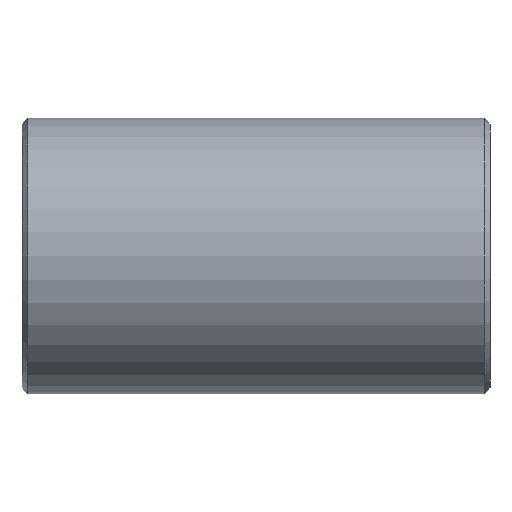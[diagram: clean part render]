
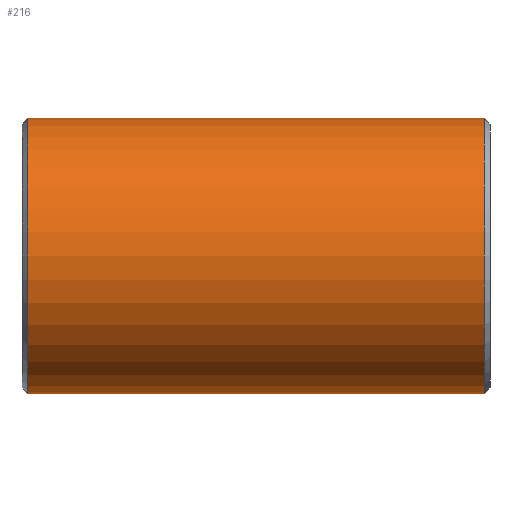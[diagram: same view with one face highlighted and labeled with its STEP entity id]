
A CAD part, front view. The second image highlights one B-rep face of the part: STEP entity #216.
In plain terms, the highlighted cylindrical face has radius 84.138 mm (diameter 168.275 mm), a partial arc.
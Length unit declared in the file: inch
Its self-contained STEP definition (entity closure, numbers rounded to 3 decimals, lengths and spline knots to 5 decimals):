
#49 = VECTOR ( 'NONE', #419, 39.37008 ) ;
#61 = LINE ( 'NONE', #238, #495 ) ;
#110 = CARTESIAN_POINT ( 'NONE',  ( -5.476, 0., 0. ) ) ;
#155 = VERTEX_POINT ( 'NONE', #725 ) ;
#216 = ADVANCED_FACE ( 'NONE', ( #553 ), #809, .T. ) ;
#235 = AXIS2_PLACEMENT_3D ( 'NONE', #417, #409, #241 ) ;
#238 = CARTESIAN_POINT ( 'NONE',  ( 5.62, 0., -3.3125 ) ) ;
#241 = DIRECTION ( 'NONE',  ( 0., 0., -1. ) ) ;
#244 = CARTESIAN_POINT ( 'NONE',  ( 5.62, 0., 0. ) ) ;
#265 = CARTESIAN_POINT ( 'NONE',  ( 5.476, 0., 3.3125 ) ) ;
#294 = ORIENTED_EDGE ( 'NONE', *, *, #575, .T. ) ;
#296 = DIRECTION ( 'NONE',  ( 0., 0., 1. ) ) ;
#308 = DIRECTION ( 'NONE',  ( -1., 0., 0. ) ) ;
#409 = DIRECTION ( 'NONE',  ( -1., 0., 0. ) ) ;
#413 = AXIS2_PLACEMENT_3D ( 'NONE', #244, #682, #619 ) ;
#417 = CARTESIAN_POINT ( 'NONE',  ( 5.476, 0., 0. ) ) ;
#419 = DIRECTION ( 'NONE',  ( -1., 0., 0. ) ) ;
#425 = ORIENTED_EDGE ( 'NONE', *, *, #676, .F. ) ;
#495 = VECTOR ( 'NONE', #308, 39.37008 ) ;
#507 = AXIS2_PLACEMENT_3D ( 'NONE', #110, #681, #296 ) ;
#529 = EDGE_CURVE ( 'NONE', #569, #763, #675, .T. ) ;
#533 = CIRCLE ( 'NONE', #235, 3.3125 ) ;
#542 = EDGE_LOOP ( 'NONE', ( #425, #810, #678, #294 ) ) ;
#548 = CARTESIAN_POINT ( 'NONE',  ( -5.476, 0., -3.3125 ) ) ;
#553 = FACE_OUTER_BOUND ( 'NONE', #542, .T. ) ;
#569 = VERTEX_POINT ( 'NONE', #265 ) ;
#575 = EDGE_CURVE ( 'NONE', #763, #620, #637, .T. ) ;
#619 = DIRECTION ( 'NONE',  ( 0., 0., 1. ) ) ;
#620 = VERTEX_POINT ( 'NONE', #548 ) ;
#637 = CIRCLE ( 'NONE', #507, 3.3125 ) ;
#675 = LINE ( 'NONE', #747, #49 ) ;
#676 = EDGE_CURVE ( 'NONE', #155, #620, #61, .T. ) ;
#678 = ORIENTED_EDGE ( 'NONE', *, *, #529, .T. ) ;
#681 = DIRECTION ( 'NONE',  ( 1., 0., 0. ) ) ;
#682 = DIRECTION ( 'NONE',  ( -1., 0., 0. ) ) ;
#725 = CARTESIAN_POINT ( 'NONE',  ( 5.476, 0., -3.3125 ) ) ;
#742 = EDGE_CURVE ( 'NONE', #155, #569, #533, .T. ) ;
#747 = CARTESIAN_POINT ( 'NONE',  ( 5.62, 0., 3.3125 ) ) ;
#763 = VERTEX_POINT ( 'NONE', #793 ) ;
#793 = CARTESIAN_POINT ( 'NONE',  ( -5.476, 0., 3.3125 ) ) ;
#809 = CYLINDRICAL_SURFACE ( 'NONE', #413, 3.3125 ) ;
#810 = ORIENTED_EDGE ( 'NONE', *, *, #742, .T. ) ;
